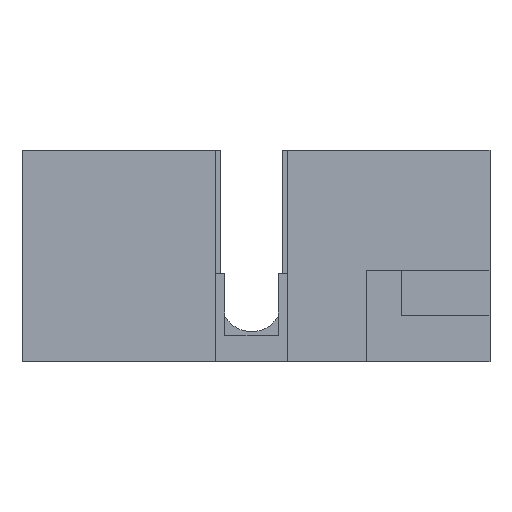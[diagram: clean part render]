
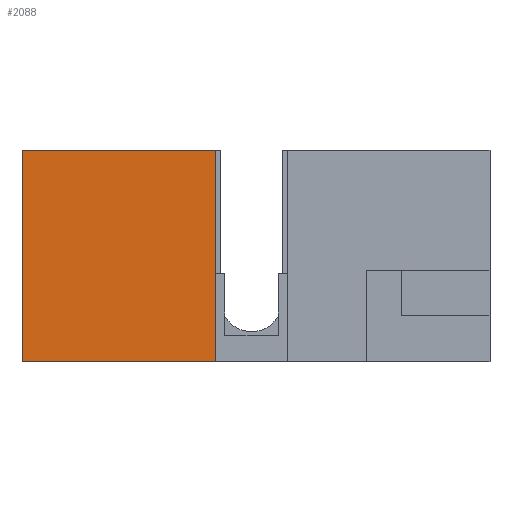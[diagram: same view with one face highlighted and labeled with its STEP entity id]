
A CAD part, front view. The second image highlights one B-rep face of the part: STEP entity #2088.
In plain terms, the highlighted planar face has unit normal (0, -1, 0).
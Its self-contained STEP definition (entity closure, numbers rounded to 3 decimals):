
#25 = VECTOR ( 'NONE', #2168, 1000. ) ;
#53 = VERTEX_POINT ( 'NONE', #1770 ) ;
#117 = LINE ( 'NONE', #1627, #25 ) ;
#156 = DIRECTION ( 'NONE',  ( -1., 0., 0. ) ) ;
#162 = CARTESIAN_POINT ( 'NONE',  ( -10.26, 85., 0. ) ) ;
#195 = DIRECTION ( 'NONE',  ( 1., 0., 0. ) ) ;
#221 = DIRECTION ( 'NONE',  ( 0., 0., 1. ) ) ;
#247 = VECTOR ( 'NONE', #221, 1000. ) ;
#261 = VECTOR ( 'NONE', #195, 1000. ) ;
#317 = CARTESIAN_POINT ( 'NONE',  ( -10.26, 85., 0. ) ) ;
#376 = CARTESIAN_POINT ( 'NONE',  ( -10.26, 85., -4.5 ) ) ;
#411 = VERTEX_POINT ( 'NONE', #905 ) ;
#493 = AXIS2_PLACEMENT_3D ( 'NONE', #317, #1060, #156 ) ;
#736 = CARTESIAN_POINT ( 'NONE',  ( -65.2, 85., -4.5 ) ) ;
#750 = LINE ( 'NONE', #736, #247 ) ;
#905 = CARTESIAN_POINT ( 'NONE',  ( -65.2, 85., 55.5 ) ) ;
#963 = ORIENTED_EDGE ( 'NONE', *, *, #1687, .F. ) ;
#1053 = DIRECTION ( 'NONE',  ( 0., 0., 1. ) ) ;
#1060 = DIRECTION ( 'NONE',  ( 0., 1., 0. ) ) ;
#1081 = LINE ( 'NONE', #1479, #261 ) ;
#1118 = ORIENTED_EDGE ( 'NONE', *, *, #1630, .T. ) ;
#1200 = LINE ( 'NONE', #162, #1406 ) ;
#1279 = PLANE ( 'NONE',  #493 ) ;
#1406 = VECTOR ( 'NONE', #1053, 1000. ) ;
#1460 = ORIENTED_EDGE ( 'NONE', *, *, #1738, .F. ) ;
#1476 = FACE_OUTER_BOUND ( 'NONE', #1711, .T. ) ;
#1479 = CARTESIAN_POINT ( 'NONE',  ( -67.7, 85., 55.5 ) ) ;
#1627 = CARTESIAN_POINT ( 'NONE',  ( -10.26, 85., -4.5 ) ) ;
#1630 = EDGE_CURVE ( 'NONE', #1801, #53, #1200, .T. ) ;
#1687 = EDGE_CURVE ( 'NONE', #1801, #2391, #117, .T. ) ;
#1711 = EDGE_LOOP ( 'NONE', ( #2153, #963, #1118, #1460 ) ) ;
#1738 = EDGE_CURVE ( 'NONE', #411, #53, #1081, .T. ) ;
#1770 = CARTESIAN_POINT ( 'NONE',  ( -10.26, 85., 55.5 ) ) ;
#1801 = VERTEX_POINT ( 'NONE', #376 ) ;
#2088 = ADVANCED_FACE ( 'NONE', ( #1476 ), #1279, .F. ) ;
#2111 = CARTESIAN_POINT ( 'NONE',  ( -65.2, 85., -4.5 ) ) ;
#2153 = ORIENTED_EDGE ( 'NONE', *, *, #2210, .F. ) ;
#2168 = DIRECTION ( 'NONE',  ( -1., 0., 0. ) ) ;
#2210 = EDGE_CURVE ( 'NONE', #2391, #411, #750, .T. ) ;
#2391 = VERTEX_POINT ( 'NONE', #2111 ) ;
